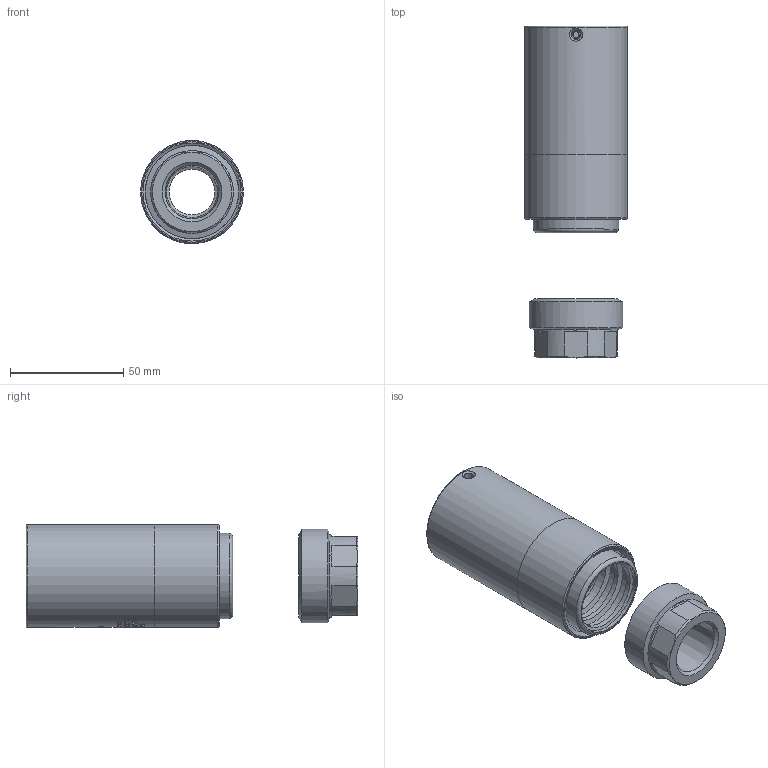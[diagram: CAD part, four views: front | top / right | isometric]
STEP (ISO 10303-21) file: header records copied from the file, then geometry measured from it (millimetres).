
FILE_DESCRIPTION(/* description */ (''),/* implementation_level */ '2;1');
FILE_NAME(/* name */ 'KIL_EZ2 (OPEN).stp',/* time_stamp */ '2022-12-13T09:37:03-06:00',/* author */ ('nsantoro'),/* organization */ (''),/* preprocessor_version */ 'ST-DEVELOPER v18',/* originating_system */ 'Autodesk Inventor 2020',/* authorisation */ '');
FILE_SCHEMA (('AUTOMOTIVE_DESIGN { 1 0 10303 214 3 1 1 }'));
Length unit declared in the file: inch
Products named in the file (1): 51992-1_Shrinkwrap_2
Bounding box: 45.39 x 146.28 x 45.39 mm (x, y, z)
Volume: 84682.7 mm3; surface area: 44285.3 mm2
Topology: 4 solids, 4 shells, 942 faces, 2592 edges, 1739 vertices
Faces by surface type: plane 490, bspline 308, cylinder 103, cone 27, torus 14
Full cylindrical faces by diameter (mm): 4.166 x3, 20.117 x2, 30.956 x3, 32.055 x1, 33.654 x1, 34.417 x1, 34.797 x1, 35.178 x2, 36.448 x2, 36.449 x1, 37.718 x2, 37.767 x3, 38.783 x2, 39.726 x1, 41.115 x1, 41.25 x1, 45.387 x2
Entity records: 38951 total; most frequent: CARTESIAN_POINT 15383, ORIENTED_EDGE 5184, DIRECTION 3907, EDGE_CURVE 2592, VERTEX_POINT 1739, AXIS2_PLACEMENT_3D 1331, LINE 1245, VECTOR 1245
